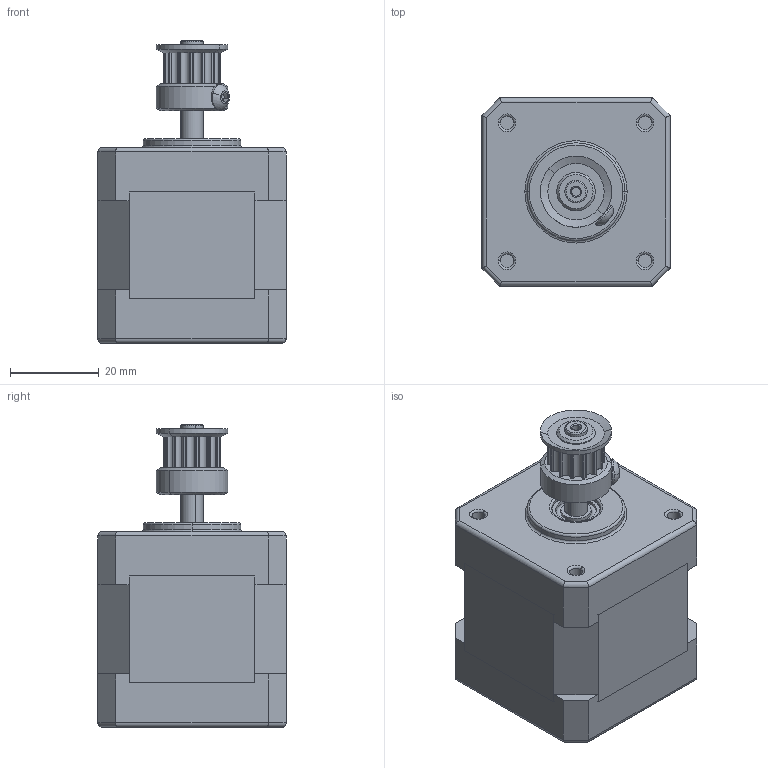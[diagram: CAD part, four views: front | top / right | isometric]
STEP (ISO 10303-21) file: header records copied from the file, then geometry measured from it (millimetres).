
FILE_DESCRIPTION (( 'STEP AP203' ), '1' );
FILE_NAME ('NEMA 17 with T5 Pulley.STEP', '2013-02-23T01:33:59', ( '' ), ( '' ), 'SwSTEP 2.0', 'SolidWorks 2012', '' );
FILE_SCHEMA (( 'CONFIG_CONTROL_DESIGN' ));
Length unit declared in the file: millimetre
Products named in the file (9): NEMA 17 with T5 Pulley; T5 Pulley; socket button head cap screw_am_B18.3.4M - 3 x 0.5 x 5 SBHCS --N; instrument ball bearing_68_am_AFBMA 12.1.4.1 - 0050-11 - 10,SI,NC,10_68; Eje; pan cross head_am_B18.6.7M - M3 x 0.5 x 5 Type I Cross Recessed PHMS --5N; Tapa; Cuerpo; Base
Assembly tree (12 placements, depth 2):
  NEMA 17 with T5 Pulley
    Base
    Cuerpo
    Tapa
    pan cross head_am_B18.6.7M - M3 x 0.5 x 5 Type I Cross Recessed PHMS --5N  x4
    Eje
    instrument ball bearing_68_am_AFBMA 12.1.4.1 - 0050-11 - 10,SI,NC,10_68  x2
    socket button head cap screw_am_B18.3.4M - 3 x 0.5 x 5 SBHCS --N
    T5 Pulley
Bounding box: 42.3 x 42.3 x 68 mm (x, y, z)
Volume: 78562.9 mm3; surface area: 22747.8 mm2
Topology: 12 solids, 12 shells, 443 faces, 1005 edges, 607 vertices
Faces by surface type: cylinder 179, plane 162, torus 74, cone 16, sphere 10, bspline 2
Entity records: 12329 total; most frequent: CARTESIAN_POINT 3093, DIRECTION 1929, ORIENTED_EDGE 1594, AXIS2_PLACEMENT_3D 798, EDGE_CURVE 797, VERTEX_POINT 485, CIRCLE 439, EDGE_LOOP 382
